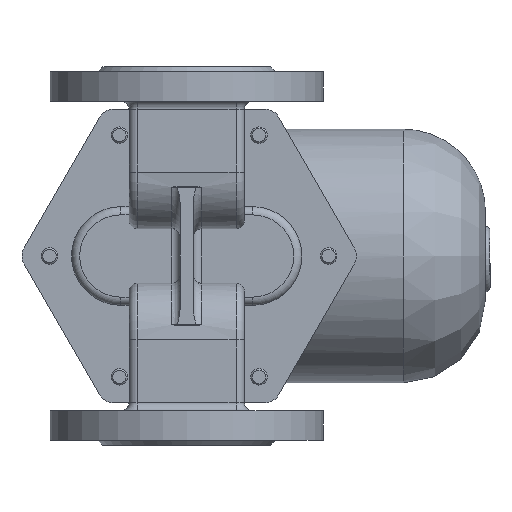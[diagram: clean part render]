
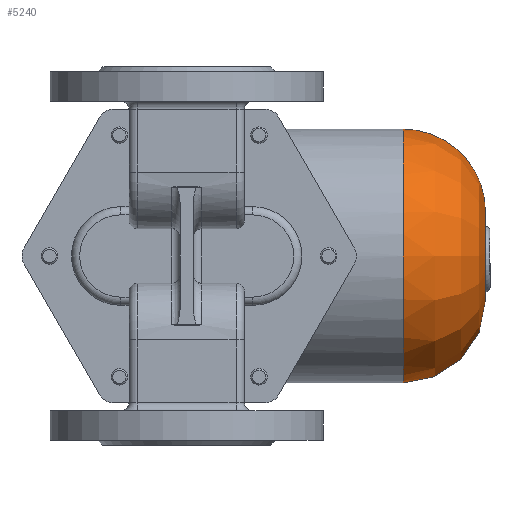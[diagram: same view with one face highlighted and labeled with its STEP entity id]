
A CAD part, front view. The second image highlights one B-rep face of the part: STEP entity #5240.
In plain terms, the highlighted free-form (B-spline) face has degree [2, 2] with [5, 9] control points.
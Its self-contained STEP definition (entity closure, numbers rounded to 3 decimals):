
#143=(
BOUNDED_SURFACE()
B_SPLINE_SURFACE(2,2,((#10017,#10018,#10019,#10020,#10021,#10022,#10023,
#10024,#10025),(#10026,#10027,#10028,#10029,#10030,#10031,#10032,#10033,
#10034),(#10035,#10036,#10037,#10038,#10039,#10040,#10041,#10042,#10043),
(#10044,#10045,#10046,#10047,#10048,#10049,#10050,#10051,#10052),(#10053,
#10054,#10055,#10056,#10057,#10058,#10059,#10060,#10061)),.UNSPECIFIED.,
 .F.,.T.,.F.)
B_SPLINE_SURFACE_WITH_KNOTS((3,2,3),(3,2,2,2,3),(0.,0.785,1.571),
(-3.142,-1.571,0.,1.571,3.142),
 .UNSPECIFIED.)
GEOMETRIC_REPRESENTATION_ITEM()
RATIONAL_B_SPLINE_SURFACE(((1.,0.707,1.,0.707,1.,
0.707,1.,0.707,1.),(0.924,0.653,
0.924,0.653,0.924,0.653,
0.924,0.653,0.924),(1.,0.707,
1.,0.707,1.,0.707,1.,0.707,1.),(0.924,
0.653,0.924,0.653,0.924,0.653,
0.924,0.653,0.924),(1.,0.707,
1.,0.707,1.,0.707,1.,0.707,1.)))
REPRESENTATION_ITEM('')
SURFACE()
);
#174=B_SPLINE_CURVE_WITH_KNOTS('',3,(#8351,#8352,#8353,#8354,#8355,#8356),
 .UNSPECIFIED.,.F.,.F.,(4,2,4),(19.386,19.494,19.809),
 .UNSPECIFIED.);
#175=B_SPLINE_CURVE_WITH_KNOTS('',3,(#8360,#8361,#8362,#8363,#8364,#8365),
 .UNSPECIFIED.,.F.,.F.,(4,2,4),(5.908,6.119,6.392),
 .UNSPECIFIED.);
#176=B_SPLINE_CURVE_WITH_KNOTS('',3,(#8368,#8369,#8370,#8371),
 .UNSPECIFIED.,.F.,.F.,(4,4),(19.809,19.923),
 .UNSPECIFIED.);
#202=B_SPLINE_CURVE_WITH_KNOTS('',3,(#9133,#9134,#9135,#9136,#9137,#9138,
#9139,#9140,#9141,#9142,#9143,#9144,#9145,#9146,#9147,#9148,#9149,#9150,
#9151,#9152,#9153,#9154),.UNSPECIFIED.,.F.,.F.,(4,2,2,2,2,2,2,2,2,2,4),
(-10.665,-10.634,-10.059,-9.329,
-8.631,-7.958,-7.29,-6.632,
-5.984,-5.355,-5.102),.UNSPECIFIED.);
#1387=FACE_OUTER_BOUND('',#1727,.T.);
#1727=EDGE_LOOP('',(#4434,#4435,#4436,#4437,#4438,#4439,#4440,#4441,#4442,
#4443));
#1981=CIRCLE('',#5724,77.089);
#1982=CIRCLE('',#5725,77.089);
#2016=CIRCLE('',#5768,27.089);
#2017=CIRCLE('',#5769,27.089);
#2040=CIRCLE('',#5839,50.);
#2317=VERTEX_POINT('',#8348);
#2318=VERTEX_POINT('',#8350);
#2319=VERTEX_POINT('',#8357);
#2320=VERTEX_POINT('',#8359);
#2321=VERTEX_POINT('',#8366);
#2326=VERTEX_POINT('',#8486);
#2327=VERTEX_POINT('',#8487);
#2402=VERTEX_POINT('',#9156);
#2919=EDGE_CURVE('',#2317,#2318,#174,.F.);
#2921=EDGE_CURVE('',#2320,#2319,#175,.T.);
#2923=EDGE_CURVE('',#2321,#2317,#176,.F.);
#2928=EDGE_CURVE('',#2326,#2327,#1981,.T.);
#2935=EDGE_CURVE('',#2327,#2326,#1982,.T.);
#3011=EDGE_CURVE('',#2321,#2320,#202,.T.);
#3012=EDGE_CURVE('',#2319,#2402,#2016,.F.);
#3013=EDGE_CURVE('',#2402,#2318,#2017,.F.);
#3148=EDGE_CURVE('',#2402,#2327,#2040,.T.);
#4434=ORIENTED_EDGE('',*,*,#3011,.T.);
#4435=ORIENTED_EDGE('',*,*,#2921,.T.);
#4436=ORIENTED_EDGE('',*,*,#3012,.T.);
#4437=ORIENTED_EDGE('',*,*,#3148,.T.);
#4438=ORIENTED_EDGE('',*,*,#2935,.T.);
#4439=ORIENTED_EDGE('',*,*,#2928,.T.);
#4440=ORIENTED_EDGE('',*,*,#3148,.F.);
#4441=ORIENTED_EDGE('',*,*,#3013,.T.);
#4442=ORIENTED_EDGE('',*,*,#2919,.F.);
#4443=ORIENTED_EDGE('',*,*,#2923,.F.);
#5240=ADVANCED_FACE('',(#1387),#143,.F.);
#5724=AXIS2_PLACEMENT_3D('',#8488,#6805,#6806);
#5725=AXIS2_PLACEMENT_3D('',#8584,#6808,#6809);
#5768=AXIS2_PLACEMENT_3D('',#9157,#6915,#6916);
#5769=AXIS2_PLACEMENT_3D('',#9158,#6917,#6918);
#5839=AXIS2_PLACEMENT_3D('',#10062,#7134,#7135);
#6805=DIRECTION('center_axis',(1.,0.,0.));
#6806=DIRECTION('ref_axis',(0.,-1.,0.));
#6808=DIRECTION('center_axis',(1.,0.,0.));
#6809=DIRECTION('ref_axis',(0.,-1.,0.));
#6915=DIRECTION('center_axis',(1.,0.,0.));
#6916=DIRECTION('ref_axis',(0.,0.,-1.));
#6917=DIRECTION('center_axis',(1.,0.,0.));
#6918=DIRECTION('ref_axis',(0.,0.,-1.));
#7134=DIRECTION('center_axis',(0.,-1.,0.));
#7135=DIRECTION('ref_axis',(0.,0.,1.));
#8348=CARTESIAN_POINT('',(148.373,179.115,89.638));
#8350=CARTESIAN_POINT('',(148.5,174.927,89.189));
#8351=CARTESIAN_POINT('Ctrl Pts',(148.5,174.927,89.189));
#8352=CARTESIAN_POINT('Ctrl Pts',(148.5,175.277,89.263));
#8353=CARTESIAN_POINT('Ctrl Pts',(148.497,175.629,89.329));
#8354=CARTESIAN_POINT('Ctrl Pts',(148.474,177.019,89.551));
#8355=CARTESIAN_POINT('Ctrl Pts',(148.434,178.067,89.636));
#8356=CARTESIAN_POINT('Ctrl Pts',(148.373,179.115,89.638));
#8357=CARTESIAN_POINT('',(148.5,172.045,50.937));
#8359=CARTESIAN_POINT('',(148.3,177.251,49.726));
#8360=CARTESIAN_POINT('Ctrl Pts',(148.3,177.251,49.726));
#8361=CARTESIAN_POINT('Ctrl Pts',(148.354,176.484,49.798));
#8362=CARTESIAN_POINT('Ctrl Pts',(148.399,175.718,49.916));
#8363=CARTESIAN_POINT('Ctrl Pts',(148.476,173.972,50.29));
#8364=CARTESIAN_POINT('Ctrl Pts',(148.5,172.997,50.577));
#8365=CARTESIAN_POINT('Ctrl Pts',(148.5,172.045,50.937));
#8366=CARTESIAN_POINT('',(148.3,180.256,89.606));
#8368=CARTESIAN_POINT('Ctrl Pts',(148.373,179.115,89.638));
#8369=CARTESIAN_POINT('Ctrl Pts',(148.351,179.496,89.638));
#8370=CARTESIAN_POINT('Ctrl Pts',(148.327,179.876,89.628));
#8371=CARTESIAN_POINT('Ctrl Pts',(148.3,180.256,89.606));
#8486=CARTESIAN_POINT('',(98.5,77.321,71.5));
#8487=CARTESIAN_POINT('',(98.5,154.41,148.589));
#8488=CARTESIAN_POINT('Origin',(98.5,154.41,71.5));
#8584=CARTESIAN_POINT('Origin',(98.5,154.41,71.5));
#9133=CARTESIAN_POINT('Ctrl Pts',(148.3,180.256,89.606));
#9134=CARTESIAN_POINT('Ctrl Pts',(148.293,180.358,89.6));
#9135=CARTESIAN_POINT('Ctrl Pts',(148.285,180.461,89.594));
#9136=CARTESIAN_POINT('Ctrl Pts',(148.137,182.471,89.448));
#9137=CARTESIAN_POINT('Ctrl Pts',(147.937,184.377,89.034));
#9138=CARTESIAN_POINT('Ctrl Pts',(147.403,188.554,87.448));
#9139=CARTESIAN_POINT('Ctrl Pts',(147.054,190.743,86.114));
#9140=CARTESIAN_POINT('Ctrl Pts',(146.385,194.46,82.7));
#9141=CARTESIAN_POINT('Ctrl Pts',(146.07,195.987,80.679));
#9142=CARTESIAN_POINT('Ctrl Pts',(145.575,198.183,76.159));
#9143=CARTESIAN_POINT('Ctrl Pts',(145.396,198.862,73.717));
#9144=CARTESIAN_POINT('Ctrl Pts',(145.236,199.251,68.628));
#9145=CARTESIAN_POINT('Ctrl Pts',(145.256,198.963,66.037));
#9146=CARTESIAN_POINT('Ctrl Pts',(145.506,197.372,61.074));
#9147=CARTESIAN_POINT('Ctrl Pts',(145.731,196.102,58.752));
#9148=CARTESIAN_POINT('Ctrl Pts',(146.32,192.691,54.72));
#9149=CARTESIAN_POINT('Ctrl Pts',(146.676,190.593,53.039));
#9150=CARTESIAN_POINT('Ctrl Pts',(147.389,185.85,50.626));
#9151=CARTESIAN_POINT('Ctrl Pts',(147.739,183.261,49.886));
#9152=CARTESIAN_POINT('Ctrl Pts',(148.125,179.46,49.612));
#9153=CARTESIAN_POINT('Ctrl Pts',(148.222,178.355,49.622));
#9154=CARTESIAN_POINT('Ctrl Pts',(148.3,177.251,49.726));
#9156=CARTESIAN_POINT('',(148.5,154.41,98.589));
#9157=CARTESIAN_POINT('Origin',(148.5,154.41,71.5));
#9158=CARTESIAN_POINT('Origin',(148.5,154.41,71.5));
#10017=CARTESIAN_POINT('Ctrl Pts',(98.5,154.41,148.589));
#10018=CARTESIAN_POINT('Ctrl Pts',(98.5,77.321,148.589));
#10019=CARTESIAN_POINT('Ctrl Pts',(98.5,77.321,71.5));
#10020=CARTESIAN_POINT('Ctrl Pts',(98.5,77.321,-5.589));
#10021=CARTESIAN_POINT('Ctrl Pts',(98.5,154.41,-5.589));
#10022=CARTESIAN_POINT('Ctrl Pts',(98.5,231.499,-5.589));
#10023=CARTESIAN_POINT('Ctrl Pts',(98.5,231.499,71.5));
#10024=CARTESIAN_POINT('Ctrl Pts',(98.5,231.499,148.589));
#10025=CARTESIAN_POINT('Ctrl Pts',(98.5,154.41,148.589));
#10026=CARTESIAN_POINT('Ctrl Pts',(119.211,154.41,148.589));
#10027=CARTESIAN_POINT('Ctrl Pts',(119.211,77.321,148.589));
#10028=CARTESIAN_POINT('Ctrl Pts',(119.211,77.321,71.5));
#10029=CARTESIAN_POINT('Ctrl Pts',(119.211,77.321,-5.589));
#10030=CARTESIAN_POINT('Ctrl Pts',(119.211,154.41,-5.589));
#10031=CARTESIAN_POINT('Ctrl Pts',(119.211,231.499,-5.589));
#10032=CARTESIAN_POINT('Ctrl Pts',(119.211,231.499,71.5));
#10033=CARTESIAN_POINT('Ctrl Pts',(119.211,231.499,148.589));
#10034=CARTESIAN_POINT('Ctrl Pts',(119.211,154.41,148.589));
#10035=CARTESIAN_POINT('Ctrl Pts',(133.855,154.41,133.945));
#10036=CARTESIAN_POINT('Ctrl Pts',(133.855,91.965,133.945));
#10037=CARTESIAN_POINT('Ctrl Pts',(133.855,91.965,71.5));
#10038=CARTESIAN_POINT('Ctrl Pts',(133.855,91.965,9.055));
#10039=CARTESIAN_POINT('Ctrl Pts',(133.855,154.41,9.055));
#10040=CARTESIAN_POINT('Ctrl Pts',(133.855,216.855,9.055));
#10041=CARTESIAN_POINT('Ctrl Pts',(133.855,216.855,71.5));
#10042=CARTESIAN_POINT('Ctrl Pts',(133.855,216.855,133.945));
#10043=CARTESIAN_POINT('Ctrl Pts',(133.855,154.41,133.945));
#10044=CARTESIAN_POINT('Ctrl Pts',(148.5,154.41,119.3));
#10045=CARTESIAN_POINT('Ctrl Pts',(148.5,106.61,119.3));
#10046=CARTESIAN_POINT('Ctrl Pts',(148.5,106.61,71.5));
#10047=CARTESIAN_POINT('Ctrl Pts',(148.5,106.61,23.7));
#10048=CARTESIAN_POINT('Ctrl Pts',(148.5,154.41,23.7));
#10049=CARTESIAN_POINT('Ctrl Pts',(148.5,202.21,23.7));
#10050=CARTESIAN_POINT('Ctrl Pts',(148.5,202.21,71.5));
#10051=CARTESIAN_POINT('Ctrl Pts',(148.5,202.21,119.3));
#10052=CARTESIAN_POINT('Ctrl Pts',(148.5,154.41,119.3));
#10053=CARTESIAN_POINT('Ctrl Pts',(148.5,154.41,98.589));
#10054=CARTESIAN_POINT('Ctrl Pts',(148.5,127.321,98.589));
#10055=CARTESIAN_POINT('Ctrl Pts',(148.5,127.321,71.5));
#10056=CARTESIAN_POINT('Ctrl Pts',(148.5,127.321,44.411));
#10057=CARTESIAN_POINT('Ctrl Pts',(148.5,154.41,44.411));
#10058=CARTESIAN_POINT('Ctrl Pts',(148.5,181.499,44.411));
#10059=CARTESIAN_POINT('Ctrl Pts',(148.5,181.499,71.5));
#10060=CARTESIAN_POINT('Ctrl Pts',(148.5,181.499,98.589));
#10061=CARTESIAN_POINT('Ctrl Pts',(148.5,154.41,98.589));
#10062=CARTESIAN_POINT('Origin',(98.5,154.41,98.589));
